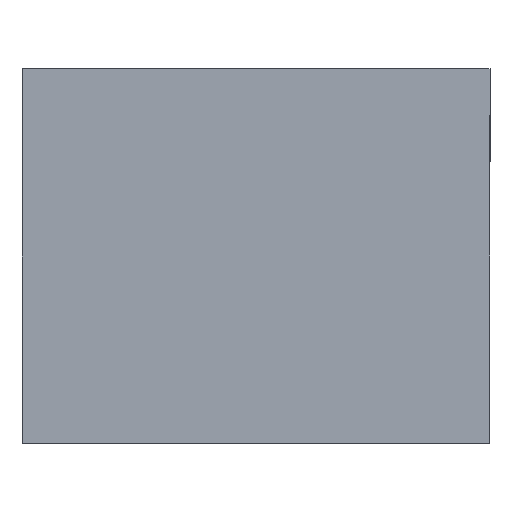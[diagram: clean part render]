
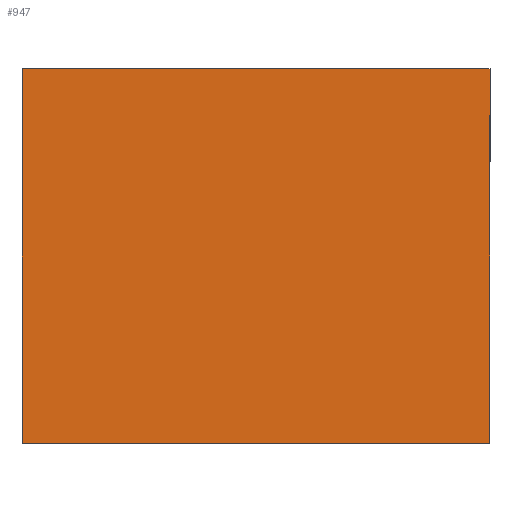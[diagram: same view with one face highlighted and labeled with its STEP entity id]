
A CAD part, left-side view. The second image highlights one B-rep face of the part: STEP entity #947.
In plain terms, the highlighted planar face has unit normal (-1, 0, 0).
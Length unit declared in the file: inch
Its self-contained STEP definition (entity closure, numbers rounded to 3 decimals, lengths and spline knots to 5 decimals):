
#8 = PLANE ( 'NONE',  #482 ) ;
#15 = FACE_OUTER_BOUND ( 'NONE', #243, .T. ) ;
#34 = VERTEX_POINT ( 'NONE', #460 ) ;
#41 = ORIENTED_EDGE ( 'NONE', *, *, #325, .F. ) ;
#76 = VERTEX_POINT ( 'NONE', #470 ) ;
#142 = ORIENTED_EDGE ( 'NONE', *, *, #972, .F. ) ;
#186 = EDGE_CURVE ( 'NONE', #968, #76, #1310, .T. ) ;
#237 = CARTESIAN_POINT ( 'NONE',  ( -200., 0., 0. ) ) ;
#243 = EDGE_LOOP ( 'NONE', ( #900, #41, #1142, #142 ) ) ;
#325 = EDGE_CURVE ( 'NONE', #76, #34, #377, .T. ) ;
#327 = DIRECTION ( 'NONE',  ( 1., 0., 0. ) ) ;
#377 = LINE ( 'NONE', #1267, #906 ) ;
#415 = EDGE_CURVE ( 'NONE', #34, #519, #967, .T. ) ;
#460 = CARTESIAN_POINT ( 'NONE',  ( -200., 150., 0. ) ) ;
#470 = CARTESIAN_POINT ( 'NONE',  ( -200., 150., -200. ) ) ;
#482 = AXIS2_PLACEMENT_3D ( 'NONE', #237, #327, #869 ) ;
#519 = VERTEX_POINT ( 'NONE', #1249 ) ;
#640 = LINE ( 'NONE', #786, #851 ) ;
#666 = DIRECTION ( 'NONE',  ( 0., 0., -1. ) ) ;
#709 = CARTESIAN_POINT ( 'NONE',  ( -200., 150., -200. ) ) ;
#732 = CARTESIAN_POINT ( 'NONE',  ( -200., 0., 0. ) ) ;
#786 = CARTESIAN_POINT ( 'NONE',  ( -200., -100., 200. ) ) ;
#851 = VECTOR ( 'NONE', #666, 39.37008 ) ;
#865 = CARTESIAN_POINT ( 'NONE',  ( -200., -100., -200. ) ) ;
#869 = DIRECTION ( 'NONE',  ( 0., 0., -1. ) ) ;
#900 = ORIENTED_EDGE ( 'NONE', *, *, #415, .F. ) ;
#906 = VECTOR ( 'NONE', #1153, 39.37008 ) ;
#932 = DIRECTION ( 'NONE',  ( 0., 1., 0. ) ) ;
#947 = ADVANCED_FACE ( 'NONE', ( #15 ), #8, .F. ) ;
#967 = LINE ( 'NONE', #732, #1095 ) ;
#968 = VERTEX_POINT ( 'NONE', #865 ) ;
#972 = EDGE_CURVE ( 'NONE', #519, #968, #640, .T. ) ;
#1063 = DIRECTION ( 'NONE',  ( 0., -1., 0. ) ) ;
#1095 = VECTOR ( 'NONE', #1063, 39.37008 ) ;
#1141 = VECTOR ( 'NONE', #932, 39.37008 ) ;
#1142 = ORIENTED_EDGE ( 'NONE', *, *, #186, .F. ) ;
#1153 = DIRECTION ( 'NONE',  ( 0., 0., 1. ) ) ;
#1249 = CARTESIAN_POINT ( 'NONE',  ( -200., -100., 0. ) ) ;
#1267 = CARTESIAN_POINT ( 'NONE',  ( -200., 150., 200. ) ) ;
#1310 = LINE ( 'NONE', #709, #1141 ) ;
